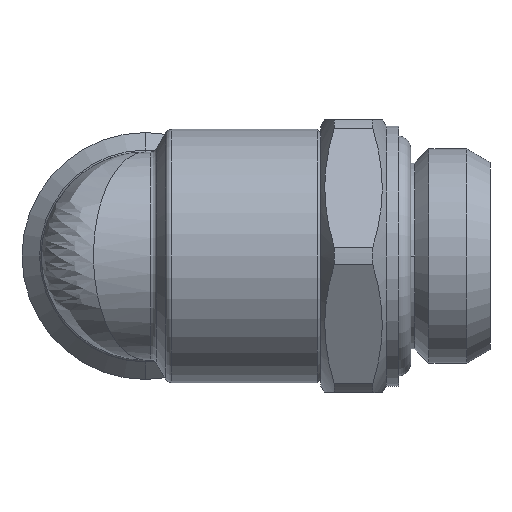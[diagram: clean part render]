
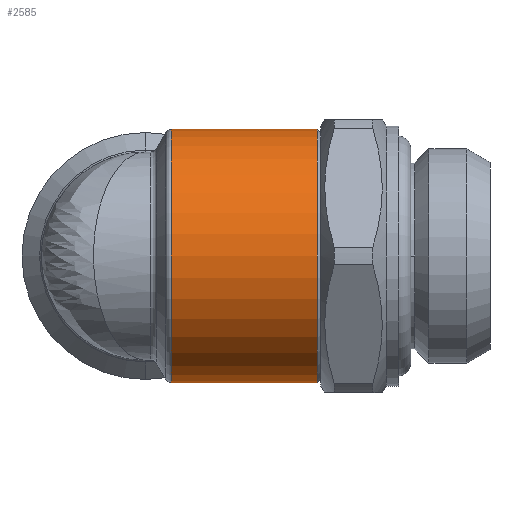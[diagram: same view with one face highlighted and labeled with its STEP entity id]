
A CAD part, left-side view. The second image highlights one B-rep face of the part: STEP entity #2585.
In plain terms, the highlighted cylindrical face has radius 9.75 mm (diameter 19.5 mm), a partial arc.
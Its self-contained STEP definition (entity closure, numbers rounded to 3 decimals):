
#6 = AXIS2_PLACEMENT_3D ( 'NONE', #489, #2228, #2762 ) ;
#97 = AXIS2_PLACEMENT_3D ( 'NONE', #1557, #554, #297 ) ;
#108 = ORIENTED_EDGE ( 'NONE', *, *, #2100, .F. ) ;
#148 = CARTESIAN_POINT ( 'NONE',  ( 0., -13.2, -9.75 ) ) ;
#297 = DIRECTION ( 'NONE',  ( 0., 0., 1. ) ) ;
#489 = CARTESIAN_POINT ( 'NONE',  ( 0., -2., 0. ) ) ;
#554 = DIRECTION ( 'NONE',  ( 0., 1., 0. ) ) ;
#639 = LINE ( 'NONE', #2364, #2185 ) ;
#927 = CARTESIAN_POINT ( 'NONE',  ( 0., 3.024, 9.75 ) ) ;
#948 = VERTEX_POINT ( 'NONE', #3325 ) ;
#1039 = VECTOR ( 'NONE', #1192, 1000. ) ;
#1100 = ORIENTED_EDGE ( 'NONE', *, *, #2201, .F. ) ;
#1168 = CIRCLE ( 'NONE', #6, 9.75 ) ;
#1192 = DIRECTION ( 'NONE',  ( 0., 1., 0. ) ) ;
#1263 = ORIENTED_EDGE ( 'NONE', *, *, #2082, .F. ) ;
#1449 = CARTESIAN_POINT ( 'NONE',  ( 0., -2., -9.75 ) ) ;
#1500 = DIRECTION ( 'NONE',  ( 0., -1., 0. ) ) ;
#1524 = LINE ( 'NONE', #927, #1039 ) ;
#1557 = CARTESIAN_POINT ( 'NONE',  ( 0., 3.024, 0. ) ) ;
#1584 = VERTEX_POINT ( 'NONE', #148 ) ;
#1631 = ORIENTED_EDGE ( 'NONE', *, *, #3258, .T. ) ;
#1743 = DIRECTION ( 'NONE',  ( 0., 0., 1. ) ) ;
#1754 = CARTESIAN_POINT ( 'NONE',  ( 0., -13.2, 0. ) ) ;
#1835 = CIRCLE ( 'NONE', #2244, 9.75 ) ;
#2063 = EDGE_LOOP ( 'NONE', ( #1100, #108, #1631, #1263 ) ) ;
#2082 = EDGE_CURVE ( 'NONE', #2699, #948, #1168, .T. ) ;
#2100 = EDGE_CURVE ( 'NONE', #2184, #1584, #1835, .T. ) ;
#2184 = VERTEX_POINT ( 'NONE', #2327 ) ;
#2185 = VECTOR ( 'NONE', #3183, 1000. ) ;
#2201 = EDGE_CURVE ( 'NONE', #1584, #2699, #639, .T. ) ;
#2228 = DIRECTION ( 'NONE',  ( 0., 1., 0. ) ) ;
#2244 = AXIS2_PLACEMENT_3D ( 'NONE', #1754, #1500, #1743 ) ;
#2305 = CYLINDRICAL_SURFACE ( 'NONE', #97, 9.75 ) ;
#2327 = CARTESIAN_POINT ( 'NONE',  ( 0., -13.2, 9.75 ) ) ;
#2364 = CARTESIAN_POINT ( 'NONE',  ( 0., 3.024, -9.75 ) ) ;
#2585 = ADVANCED_FACE ( 'NONE', ( #3182 ), #2305, .T. ) ;
#2699 = VERTEX_POINT ( 'NONE', #1449 ) ;
#2762 = DIRECTION ( 'NONE',  ( 0., 0., 1. ) ) ;
#3182 = FACE_OUTER_BOUND ( 'NONE', #2063, .T. ) ;
#3183 = DIRECTION ( 'NONE',  ( 0., 1., 0. ) ) ;
#3258 = EDGE_CURVE ( 'NONE', #2184, #948, #1524, .T. ) ;
#3325 = CARTESIAN_POINT ( 'NONE',  ( 0., -2., 9.75 ) ) ;
